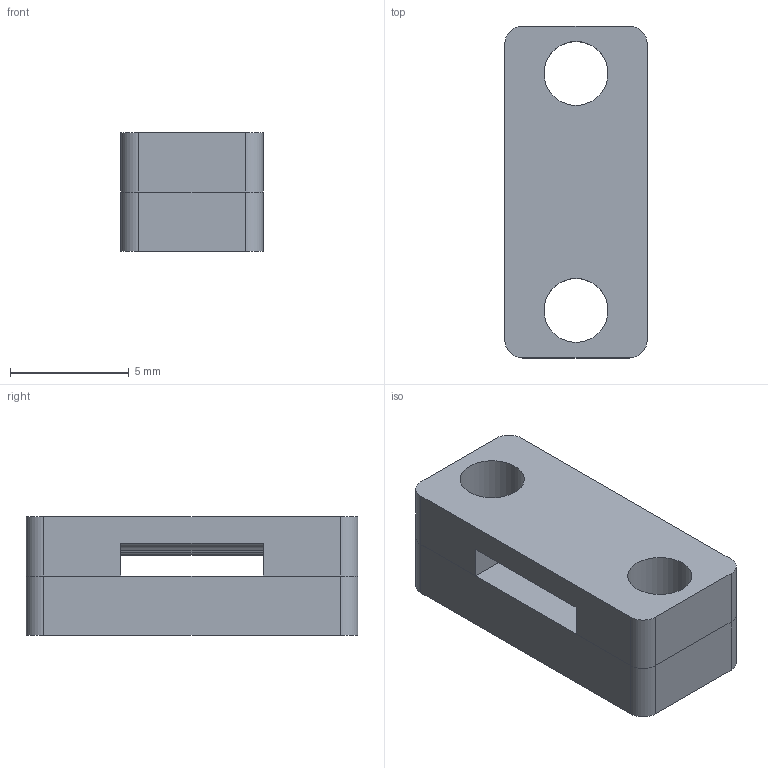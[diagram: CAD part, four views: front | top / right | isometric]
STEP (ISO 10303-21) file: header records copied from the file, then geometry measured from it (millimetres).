
FILE_DESCRIPTION(/* description */ (''),/* implementation_level */ '2;1');
FILE_NAME(/* name */ 'Belt_Clamp v12.step',/* time_stamp */ '2019-09-13T17:04:26+02:00',/* author */ (''),/* organization */ (''),/* preprocessor_version */ 'ST-DEVELOPER v18',/* originating_system */ 'Autodesk Translation Framework v8.6.0.1094',/* authorisation */ '');
FILE_SCHEMA (('AUTOMOTIVE_DESIGN { 1 0 10303 214 3 1 1 }'));
Length unit declared in the file: millimetre
Products named in the file (2): Belt_Clamp; Component1
Assembly tree (1 placements, depth 2):
  Belt_Clamp
    Component1
Bounding box: 6 x 14 x 5 mm (x, y, z)
Volume: 320.9 mm3; surface area: 571.2 mm2
Topology: 2 solids, 2 shells, 46 faces, 126 edges, 84 vertices
Faces by surface type: cylinder 28, plane 18
Full cylindrical faces by diameter (mm): 2.7 x4
Entity records: 1572 total; most frequent: DIRECTION 282, CARTESIAN_POINT 260, ORIENTED_EDGE 252, EDGE_CURVE 126, AXIS2_PLACEMENT_3D 106, VERTEX_POINT 84, LINE 70, VECTOR 70
